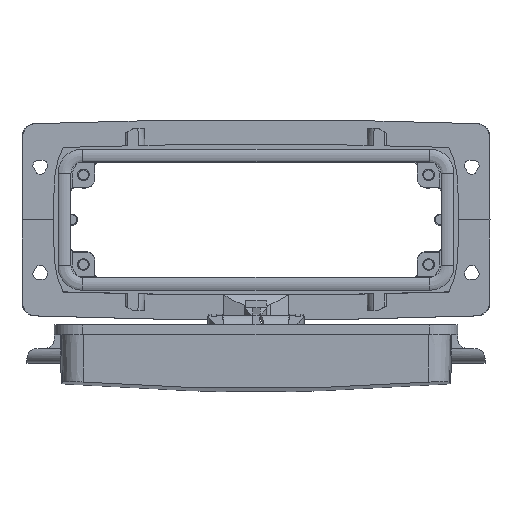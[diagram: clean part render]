
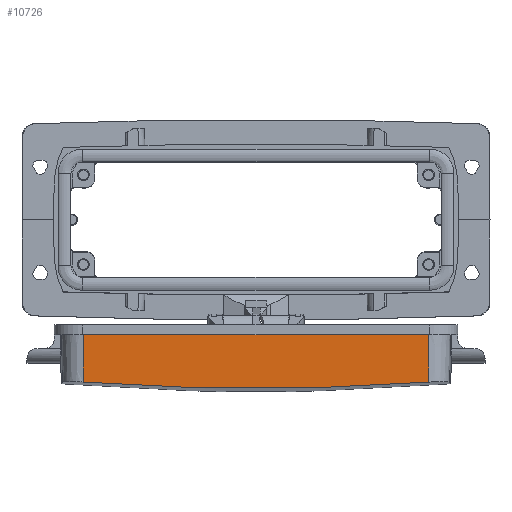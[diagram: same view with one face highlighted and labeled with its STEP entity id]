
A CAD part, top view. The second image highlights one B-rep face of the part: STEP entity #10726.
In plain terms, the highlighted planar face has unit normal (0, -0.018, 1).
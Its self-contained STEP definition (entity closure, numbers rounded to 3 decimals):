
#10726=ADVANCED_FACE('',(#12173),#11566,.T.);
#11566=PLANE('',#34469);
#12173=FACE_OUTER_BOUND('',#13002,.T.);
#13002=EDGE_LOOP('',(#14517,#14518,#14519,#14520));
#13888=B_SPLINE_CURVE_WITH_KNOTS('',3,(#43044,#43045,#43046,#43047),
 .UNSPECIFIED.,.F.,.F.,(4,4),(0.,1.),.UNSPECIFIED.);
#14517=ORIENTED_EDGE('',*,*,#22930,.F.);
#14518=ORIENTED_EDGE('',*,*,#22843,.T.);
#14519=ORIENTED_EDGE('',*,*,#22929,.T.);
#14520=ORIENTED_EDGE('',*,*,#22869,.T.);
#19030=VERTEX_POINT('',#43043);
#19031=VERTEX_POINT('',#43048);
#19054=VERTEX_POINT('',#43213);
#19055=VERTEX_POINT('',#43215);
#22843=EDGE_CURVE('',#19031,#19030,#13888,.T.);
#22869=EDGE_CURVE('',#19055,#19054,#26812,.T.);
#22929=EDGE_CURVE('',#19030,#19055,#26853,.T.);
#22930=EDGE_CURVE('',#19031,#19054,#26854,.T.);
#26812=LINE('',#43214,#29610);
#26853=LINE('',#43333,#29651);
#26854=LINE('',#43335,#29652);
#29610=VECTOR('',#36392,1.);
#29651=VECTOR('',#36511,1.);
#29652=VECTOR('',#36514,1.);
#34469=AXIS2_PLACEMENT_3D('',#43336,#36515,#36516);
#36392=DIRECTION('',(-1.,0.,0.));
#36511=DIRECTION('',(0.,1.,0.017));
#36514=DIRECTION('',(0.,1.,0.017));
#36515=DIRECTION('',(0.,-0.017,1.));
#36516=DIRECTION('',(0.,-1.,-0.017));
#43043=CARTESIAN_POINT('',(52.075,-49.043,64.851));
#43044=CARTESIAN_POINT('',(-52.075,-49.043,64.851));
#43045=CARTESIAN_POINT('',(-17.358,-51.651,64.806));
#43046=CARTESIAN_POINT('',(17.358,-51.651,64.806));
#43047=CARTESIAN_POINT('',(52.075,-49.043,64.851));
#43048=CARTESIAN_POINT('',(-52.075,-49.043,64.851));
#43213=CARTESIAN_POINT('',(-52.075,-34.8,65.1));
#43214=CARTESIAN_POINT('',(0.,-34.8,65.1));
#43215=CARTESIAN_POINT('',(52.075,-34.8,65.1));
#43333=CARTESIAN_POINT('',(52.075,-34.8,65.1));
#43335=CARTESIAN_POINT('',(-52.075,-34.8,65.1));
#43336=CARTESIAN_POINT('',(0.,-34.8,65.1));
